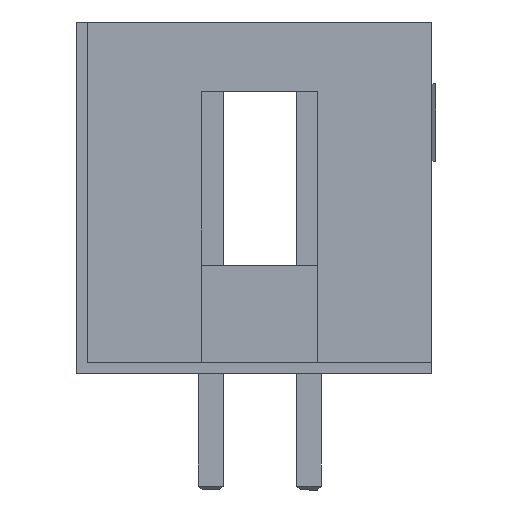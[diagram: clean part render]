
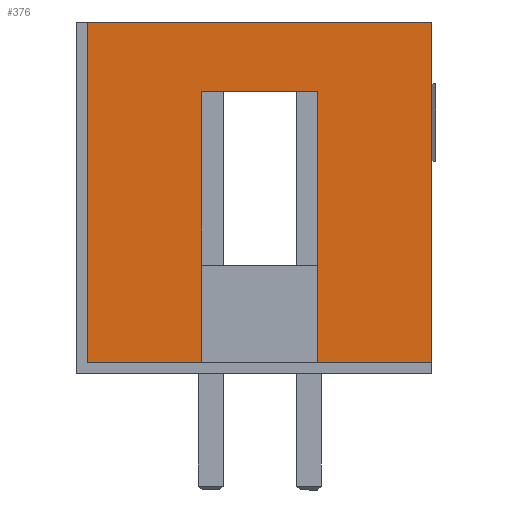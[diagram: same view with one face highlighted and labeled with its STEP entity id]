
A CAD part, left-side view. The second image highlights one B-rep face of the part: STEP entity #376.
In plain terms, the highlighted planar face has unit normal (-1, 0, 0).
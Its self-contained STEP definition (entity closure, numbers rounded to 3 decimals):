
#228 = EDGE_CURVE ( 'NONE', #1668, #1821, #8645, .T. ) ;
#232 = EDGE_CURVE ( 'NONE', #1824, #1748, #8657, .T. ) ;
#376 = ADVANCED_FACE ( 'NONE', ( #10778 ), #10617, .T. ) ;
#459 = EDGE_CURVE ( 'NONE', #1749, #1748, #12249, .T. ) ;
#1668 = VERTEX_POINT ( 'NONE', #16389 ) ;
#1672 = VERTEX_POINT ( 'NONE', #16602 ) ;
#1748 = VERTEX_POINT ( 'NONE', #16678 ) ;
#1749 = VERTEX_POINT ( 'NONE', #16679 ) ;
#1821 = VERTEX_POINT ( 'NONE', #16751 ) ;
#1824 = VERTEX_POINT ( 'NONE', #16754 ) ;
#1845 = VERTEX_POINT ( 'NONE', #16775 ) ;
#1846 = VERTEX_POINT ( 'NONE', #16776 ) ;
#1935 = EDGE_CURVE ( 'NONE', #1672, #1749, #16913, .T. ) ;
#1936 = EDGE_CURVE ( 'NONE', #1845, #1821, #16916, .T. ) ;
#1937 = EDGE_CURVE ( 'NONE', #1846, #1824, #16919, .T. ) ;
#1938 = EDGE_CURVE ( 'NONE', #1845, #1846, #16922, .T. ) ;
#2169 = ORIENTED_EDGE ( 'NONE', *, *, #1938, .F. ) ;
#2171 = ORIENTED_EDGE ( 'NONE', *, *, #1937, .F. ) ;
#2172 = ORIENTED_EDGE ( 'NONE', *, *, #232, .F. ) ;
#2173 = ORIENTED_EDGE ( 'NONE', *, *, #459, .T. ) ;
#2174 = ORIENTED_EDGE ( 'NONE', *, *, #228, .F. ) ;
#2175 = ORIENTED_EDGE ( 'NONE', *, *, #1935, .T. ) ;
#2176 = ORIENTED_EDGE ( 'NONE', *, *, #1936, .T. ) ;
#2178 = ORIENTED_EDGE ( 'NONE', *, *, #3091, .F. ) ;
#2770 = EDGE_LOOP ( 'NONE', ( #2176, #2174, #2178, #2175, #2173, #2172, #2171, #2169 ) ) ;
#3091 = EDGE_CURVE ( 'NONE', #1672, #1668, #17844, .T. ) ;
#8593 = VECTOR ( 'NONE', #8647, 1000. ) ;
#8597 = VECTOR ( 'NONE', #8659, 1000. ) ;
#8645 = LINE ( 'NONE', #8646, #8593 ) ;
#8646 = CARTESIAN_POINT ( 'NONE',  ( -5.17, -3.18, 0.3 ) ) ;
#8647 = DIRECTION ( 'NONE',  ( 0., 1., 0. ) ) ;
#8657 = LINE ( 'NONE', #8658, #8597 ) ;
#8658 = CARTESIAN_POINT ( 'NONE',  ( -5.17, -3.18, 0.3 ) ) ;
#8659 = DIRECTION ( 'NONE',  ( 0., 1., 0. ) ) ;
#10617 = PLANE ( 'NONE',  #10781 ) ;
#10618 = CARTESIAN_POINT ( 'NONE',  ( -5.17, -3.18, 9.1 ) ) ;
#10619 = DIRECTION ( 'NONE',  ( -1., 0., 0. ) ) ;
#10620 = DIRECTION ( 'NONE',  ( 0., -1., 0. ) ) ;
#10778 = FACE_OUTER_BOUND ( 'NONE', #2770, .T. ) ;
#10781 = AXIS2_PLACEMENT_3D ( 'NONE', #10618, #10619, #10620 ) ;
#12249 = LINE ( 'NONE', #12250, #12512 ) ;
#12250 = CARTESIAN_POINT ( 'NONE',  ( -5.17, 5.72, 9.1 ) ) ;
#12251 = DIRECTION ( 'NONE',  ( 0., 0., -1. ) ) ;
#12512 = VECTOR ( 'NONE', #12251, 1000. ) ;
#16389 = CARTESIAN_POINT ( 'NONE',  ( -5.17, -3.18, 0.3 ) ) ;
#16481 = VECTOR ( 'NONE', #16915, 1000. ) ;
#16482 = VECTOR ( 'NONE', #16918, 1000. ) ;
#16483 = VECTOR ( 'NONE', #16921, 1000. ) ;
#16484 = VECTOR ( 'NONE', #16924, 1000. ) ;
#16602 = CARTESIAN_POINT ( 'NONE',  ( -5.17, -3.18, 9.1 ) ) ;
#16678 = CARTESIAN_POINT ( 'NONE',  ( -5.17, 5.72, 0.3 ) ) ;
#16679 = CARTESIAN_POINT ( 'NONE',  ( -5.17, 5.72, 9.1 ) ) ;
#16751 = CARTESIAN_POINT ( 'NONE',  ( -5.17, -0.23, 0.3 ) ) ;
#16754 = CARTESIAN_POINT ( 'NONE',  ( -5.17, 2.77, 0.3 ) ) ;
#16775 = CARTESIAN_POINT ( 'NONE',  ( -5.17, -0.23, 7.3 ) ) ;
#16776 = CARTESIAN_POINT ( 'NONE',  ( -5.17, 2.77, 7.3 ) ) ;
#16913 = LINE ( 'NONE', #16914, #16481 ) ;
#16914 = CARTESIAN_POINT ( 'NONE',  ( -5.17, -3.18, 9.1 ) ) ;
#16915 = DIRECTION ( 'NONE',  ( 0., 1., 0. ) ) ;
#16916 = LINE ( 'NONE', #16917, #16482 ) ;
#16917 = CARTESIAN_POINT ( 'NONE',  ( -5.17, -0.23, 7.3 ) ) ;
#16918 = DIRECTION ( 'NONE',  ( 0., 0., -1. ) ) ;
#16919 = LINE ( 'NONE', #16920, #16483 ) ;
#16920 = CARTESIAN_POINT ( 'NONE',  ( -5.17, 2.77, 7.3 ) ) ;
#16921 = DIRECTION ( 'NONE',  ( 0., 0., -1. ) ) ;
#16922 = LINE ( 'NONE', #16923, #16484 ) ;
#16923 = CARTESIAN_POINT ( 'NONE',  ( -5.17, 0., 7.3 ) ) ;
#16924 = DIRECTION ( 'NONE',  ( 0., 1., 0. ) ) ;
#17844 = LINE ( 'NONE', #17845, #17931 ) ;
#17845 = CARTESIAN_POINT ( 'NONE',  ( -5.17, -3.18, 9.1 ) ) ;
#17846 = DIRECTION ( 'NONE',  ( 0., 0., -1. ) ) ;
#17931 = VECTOR ( 'NONE', #17846, 1000. ) ;
